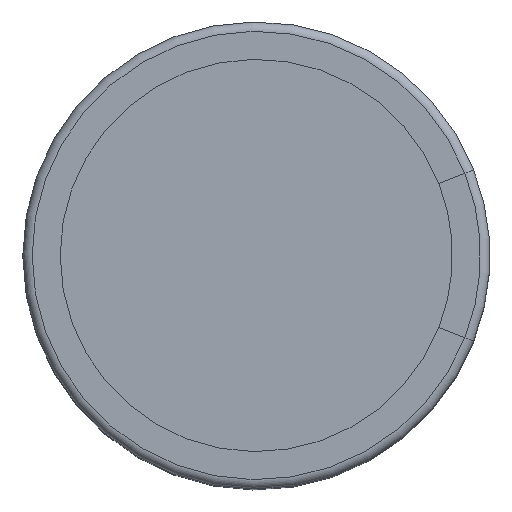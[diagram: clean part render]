
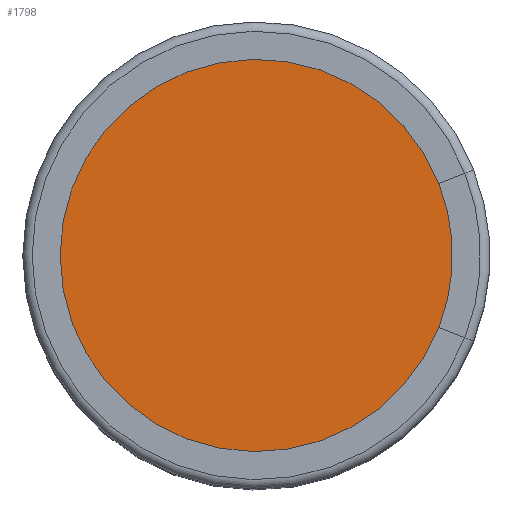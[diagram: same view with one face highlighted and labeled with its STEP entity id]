
A CAD part, top view. The second image highlights one B-rep face of the part: STEP entity #1798.
In plain terms, the highlighted planar face has unit normal (0, 0, 1).
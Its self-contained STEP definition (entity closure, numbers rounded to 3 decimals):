
#1748 = VERTEX_POINT('',#1749);
#1749 = CARTESIAN_POINT('',(0.,-2.4,6.9));
#1754 = EDGE_CURVE('',#1748,#1748,#1755,.T.);
#1755 = CIRCLE('',#1756,2.4);
#1756 = AXIS2_PLACEMENT_3D('',#1757,#1758,#1759);
#1757 = CARTESIAN_POINT('',(0.,0.,6.9));
#1758 = DIRECTION('',(-0.,0.,1.));
#1759 = DIRECTION('',(0.,-1.,0.));
#1798 = ADVANCED_FACE('',(#1799),#1802,.T.);
#1799 = FACE_BOUND('',#1800,.T.);
#1800 = EDGE_LOOP('',(#1801));
#1801 = ORIENTED_EDGE('',*,*,#1754,.T.);
#1802 = PLANE('',#1803);
#1803 = AXIS2_PLACEMENT_3D('',#1804,#1805,#1806);
#1804 = CARTESIAN_POINT('',(0.,0.,6.9));
#1805 = DIRECTION('',(0.,0.,1.));
#1806 = DIRECTION('',(0.,-1.,0.));
